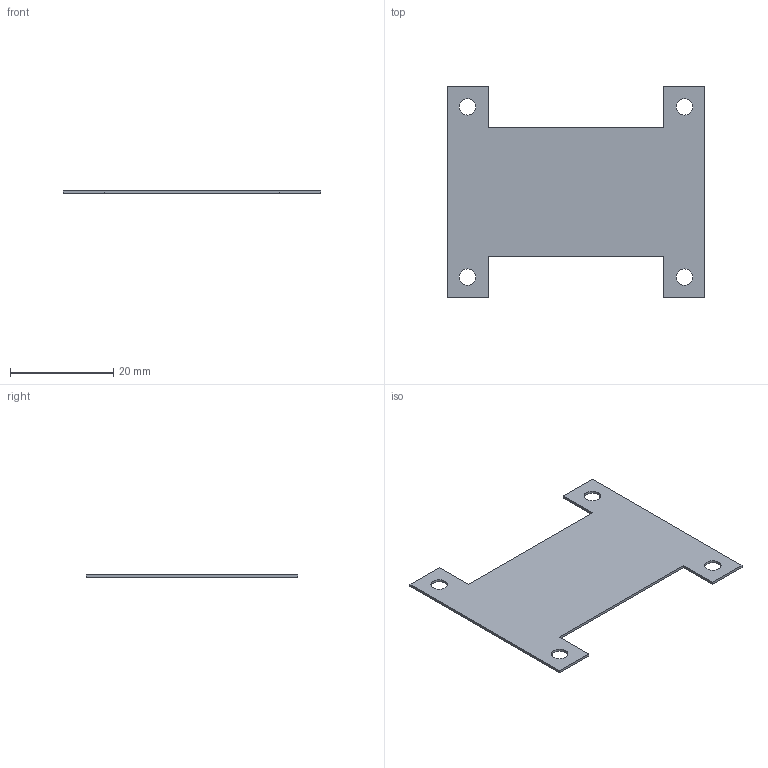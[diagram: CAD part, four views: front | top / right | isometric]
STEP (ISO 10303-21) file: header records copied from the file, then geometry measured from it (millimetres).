
FILE_DESCRIPTION(('CATIA V5 STEP Exchange'),'2;1');
FILE_NAME('Plate.stp','2021-04-09T08:34:40+00:00',('none'),('none'),'CATIA Version 5 Release 21 GA (IN-10)','CATIA V5 STEP AP203','none');
FILE_SCHEMA(('CONFIG_CONTROL_DESIGN'));
Length unit declared in the file: millimetre
Products named in the file (1): Plate
Bounding box: 50 x 41 x 0.5 mm (x, y, z)
Volume: 736.9 mm3; surface area: 3074.8 mm2
Topology: 1 solids, 1 shells, 22 faces, 60 edges, 40 vertices
Faces by surface type: plane 14, cylinder 8
Entity records: 702 total; most frequent: ORIENTED_EDGE 120, CARTESIAN_POINT 115, DIRECTION 88, EDGE_CURVE 60, VECTOR 44, LINE 44, VERTEX_POINT 40, AXIS2_PLACEMENT_3D 31
